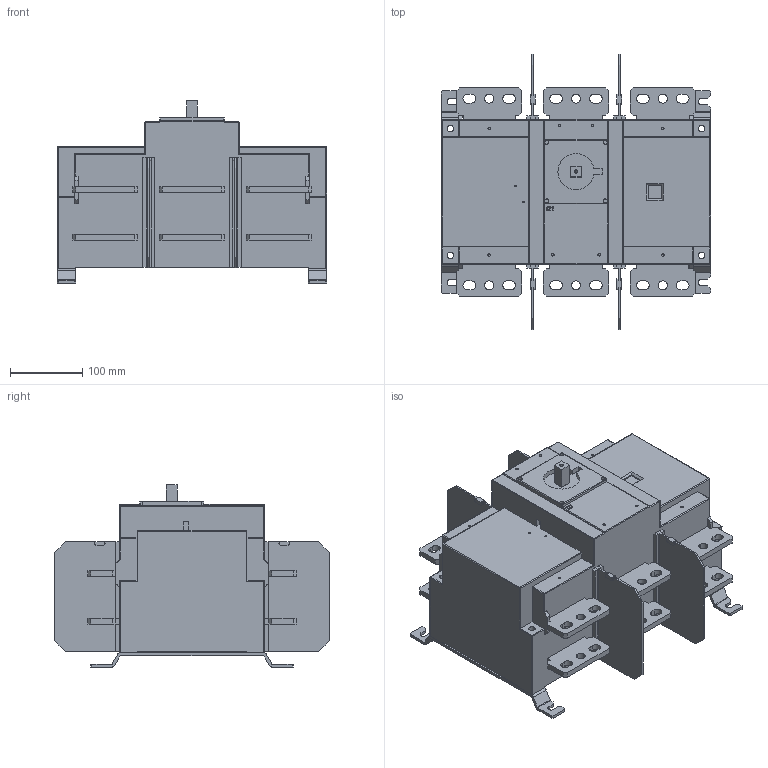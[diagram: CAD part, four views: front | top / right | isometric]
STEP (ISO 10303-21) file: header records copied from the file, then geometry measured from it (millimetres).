
FILE_DESCRIPTION((''),'2;1');
FILE_NAME('004661460_LBS_3200_3P_ASM','2021-09-22T',('marketing.praksa'),('Audax d.o.o.'),'CREO PARAMETRIC BY PTC INC, 2017480','CREO PARAMETRIC BY PTC INC, 2017480','');
FILE_SCHEMA(('AUTOMOTIVE_DESIGN { 1 0 10303 214 1 1 1 1 }'));
Length unit declared in the file: millimetre
Products named in the file (34): LBS_2000_3P_1_1_1; COP_1_1; COP_1_2; COP_1_ASM; PRT9574_1_1; PRT9574_1_2; PRT9574_1_ASM; PRT9575_1_1; PRT9575_1_2; PRT9575_1_ASM; PRT9576_1_1; PRT9576_1_2; PRT9576_1_ASM; PRT9577_1_1; PRT9577_1_2; PRT9577_1_ASM; PRT9578_1_1; PRT9578_1_2; PRT9578_1_ASM; BASE1_1_1; BASE1_1_2; BASE1_1_ASM; VB12_1_1; VB12_1_2; VB12_1_3; VB12_1_4; VB12_1_ASM; T2_1; PRT9579_1_1; PRT9579_1_2; PRT9579_1_3; PRT9579_1_ASM; PRT7197_1; 004661460_LBS_3200_3P_ASM
Assembly tree (33 placements, depth 3):
  004661460_LBS_3200_3P_ASM
    LBS_2000_3P_1_1_1
    COP_1_ASM
      COP_1_1
      COP_1_2
    PRT9574_1_ASM
      PRT9574_1_1
      PRT9574_1_2
    PRT9575_1_ASM
      PRT9575_1_1
      PRT9575_1_2
    PRT9576_1_ASM
      PRT9576_1_1
      PRT9576_1_2
    PRT9577_1_ASM
      PRT9577_1_1
      PRT9577_1_2
    PRT9578_1_ASM
      PRT9578_1_1
      PRT9578_1_2
    BASE1_1_ASM
      BASE1_1_1
      BASE1_1_2
    VB12_1_ASM
      VB12_1_1
      VB12_1_2
      VB12_1_3
      VB12_1_4
    T2_1
    PRT9579_1_ASM
      PRT9579_1_1
      PRT9579_1_2
      PRT9579_1_3
    PRT7197_1
Bounding box: 372 x 380 x 252 mm (x, y, z)
Volume: 13647902.7 mm3; surface area: 670376.6 mm2
Topology: 24 solids, 24 shells, 957 faces, 2622 edges, 1741 vertices
Faces by surface type: plane 648, cylinder 285, sphere 20, cone 4
Entity records: 45795 total; most frequent: CARTESIAN_POINT 5720, ORIENTED_EDGE 5240, DIRECTION 5236, PRESENTATION_STYLE_ASSIGNMENT 3358, STYLED_ITEM 3358, CURVE_STYLE 2620, EDGE_CURVE 2620, VECTOR 1998
